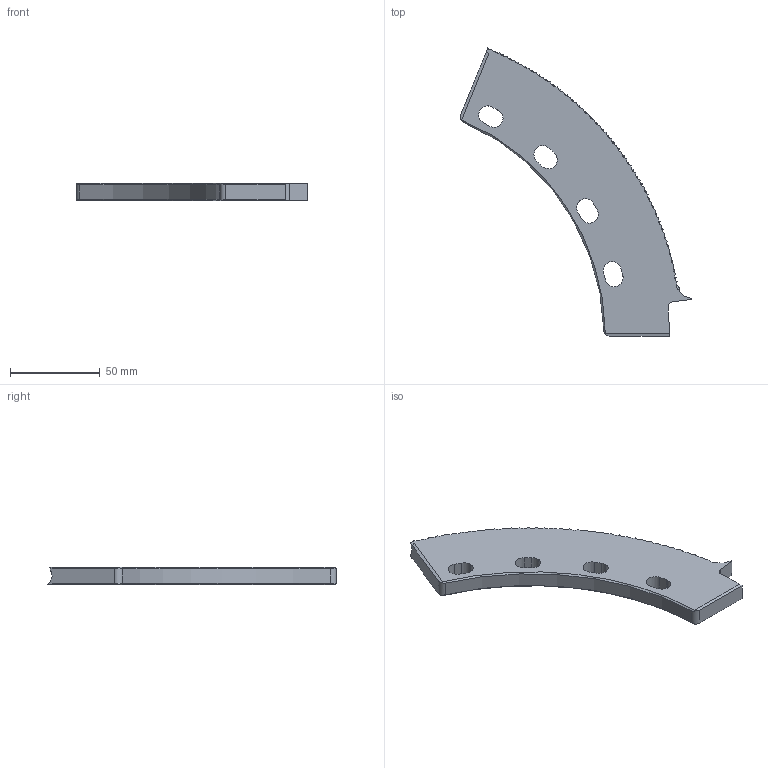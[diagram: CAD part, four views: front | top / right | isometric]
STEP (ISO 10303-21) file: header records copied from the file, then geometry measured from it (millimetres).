
FILE_DESCRIPTION (( 'STEP AP203' ), '1' );
FILE_NAME ('M971227-S.STEP', '2022-04-21T20:50:57', ( '' ), ( '' ), 'SwSTEP 2.0', 'SolidWorks 2020', '' );
FILE_SCHEMA (( 'CONFIG_CONTROL_DESIGN' ));
Length unit declared in the file: inch
Products named in the file (1): M971227-S
Bounding box: 129.08 x 160.76 x 9.51 mm (x, y, z)
Volume: 65597.7 mm3; surface area: 20038.6 mm2
Topology: 1 solids, 1 shells, 122 faces, 360 edges, 240 vertices
Faces by surface type: sphere 78, cylinder 27, plane 13, torus 2, cone 2
Entity records: 5518 total; most frequent: CARTESIAN_POINT 2150, DIRECTION 723, ORIENTED_EDGE 720, EDGE_CURVE 360, AXIS2_PLACEMENT_3D 335, VERTEX_POINT 240, CIRCLE 212, EDGE_LOOP 130
